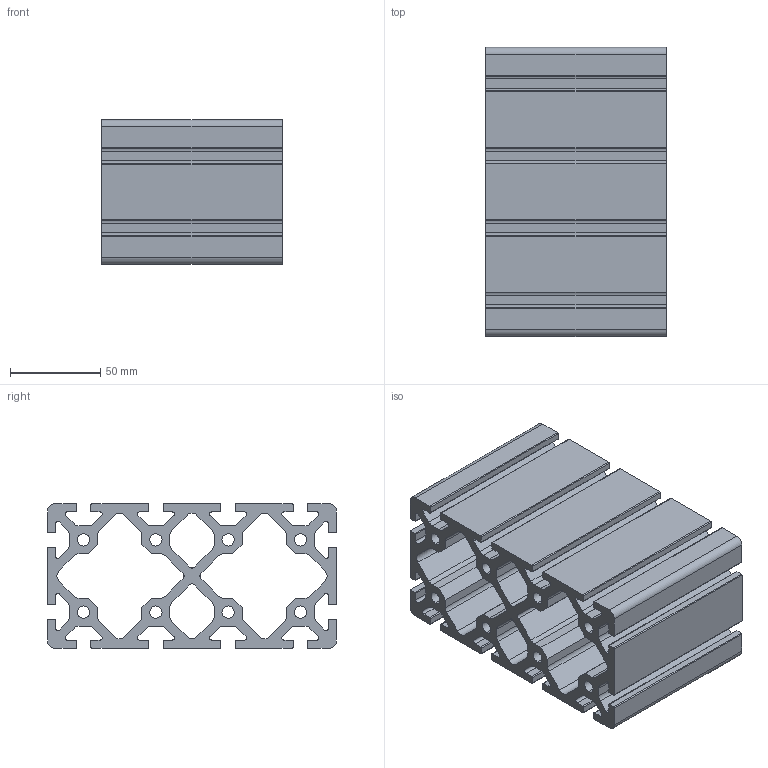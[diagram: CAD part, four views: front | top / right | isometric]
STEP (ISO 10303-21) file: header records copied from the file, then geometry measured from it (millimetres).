
FILE_DESCRIPTION (( 'STEP AP214' ), '1' );
FILE_NAME ('084.114.017.STEP', '2020-07-23T08:31:51', ( '' ), ( '' ), 'SwSTEP 2.0', 'SolidWorks 2018', '' );
FILE_SCHEMA (( 'AUTOMOTIVE_DESIGN' ));
Length unit declared in the file: millimetre
Products named in the file (1): 084.114.017
Bounding box: 100 x 160 x 80 mm (x, y, z)
Volume: 477370.5 mm3; surface area: 181437.7 mm2
Topology: 1 solids, 1 shells, 314 faces, 936 edges, 624 vertices
Faces by surface type: cylinder 160, plane 154
Entity records: 10722 total; most frequent: DIRECTION 1886, CARTESIAN_POINT 1875, ORIENTED_EDGE 1872, EDGE_CURVE 936, AXIS2_PLACEMENT_3D 635, VERTEX_POINT 624, VECTOR 616, LINE 616
